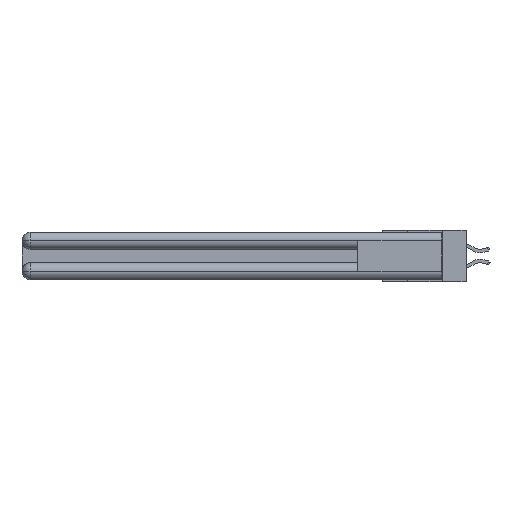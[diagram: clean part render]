
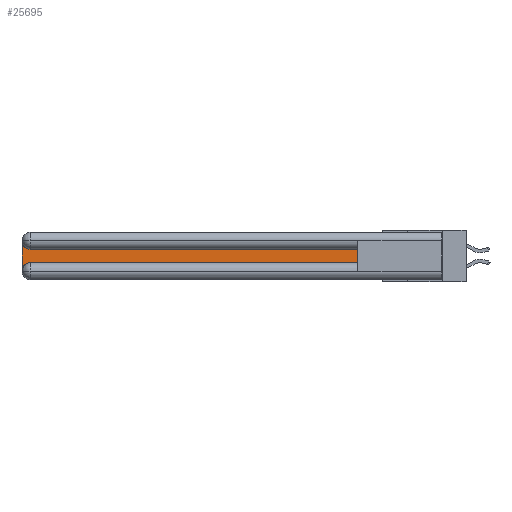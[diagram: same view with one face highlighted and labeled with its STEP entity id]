
A CAD part, left-side view. The second image highlights one B-rep face of the part: STEP entity #25695.
In plain terms, the highlighted planar face has unit normal (-1, 0, 0).
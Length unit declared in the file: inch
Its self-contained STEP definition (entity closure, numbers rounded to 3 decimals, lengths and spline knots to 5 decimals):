
#111 = CARTESIAN_POINT ( 'NONE',  ( 0.075, 3., -0.2175 ) ) ;
#376 = DIRECTION ( 'NONE',  ( 0., 0., 1. ) ) ;
#621 = VECTOR ( 'NONE', #14221, 39.37008 ) ;
#894 = AXIS2_PLACEMENT_3D ( 'NONE', #28781, #8873, #22263 ) ;
#1653 = FACE_OUTER_BOUND ( 'NONE', #17598, .T. ) ;
#1661 = EDGE_CURVE ( 'NONE', #13249, #2112, #15682, .T. ) ;
#2112 = VERTEX_POINT ( 'NONE', #19671 ) ;
#2468 = AXIS2_PLACEMENT_3D ( 'NONE', #24629, #17144, #28606 ) ;
#3279 = DIRECTION ( 'NONE',  ( 0., -1., 0. ) ) ;
#4142 = CARTESIAN_POINT ( 'NONE',  ( 0.075, 2.94, -0.2175 ) ) ;
#4277 = AXIS2_PLACEMENT_3D ( 'NONE', #4438, #6696, #20101 ) ;
#4438 = CARTESIAN_POINT ( 'NONE',  ( 0.075, 2.94, -0.0625 ) ) ;
#5125 = CARTESIAN_POINT ( 'NONE',  ( 0.075, 0.6, -0.2175 ) ) ;
#6696 = DIRECTION ( 'NONE',  ( 1., 0., 0. ) ) ;
#7281 = EDGE_CURVE ( 'NONE', #18790, #28845, #20680, .T. ) ;
#7372 = VECTOR ( 'NONE', #376, 39.37008 ) ;
#7714 = VECTOR ( 'NONE', #3279, 39.37008 ) ;
#8873 = DIRECTION ( 'NONE',  ( 1., 0., 0. ) ) ;
#8903 = PLANE ( 'NONE',  #2468 ) ;
#8917 = VERTEX_POINT ( 'NONE', #28849 ) ;
#10928 = CARTESIAN_POINT ( 'NONE',  ( 0.075, 0.6, -0.2175 ) ) ;
#13249 = VERTEX_POINT ( 'NONE', #27719 ) ;
#13561 = LINE ( 'NONE', #20644, #621 ) ;
#13674 = ORIENTED_EDGE ( 'NONE', *, *, #7281, .T. ) ;
#14221 = DIRECTION ( 'NONE',  ( 0., 1., 0. ) ) ;
#14407 = ORIENTED_EDGE ( 'NONE', *, *, #1661, .T. ) ;
#15682 = LINE ( 'NONE', #111, #23396 ) ;
#16060 = EDGE_CURVE ( 'NONE', #28845, #24339, #18942, .T. ) ;
#17144 = DIRECTION ( 'NONE',  ( 1., 0., 0. ) ) ;
#17317 = ORIENTED_EDGE ( 'NONE', *, *, #20246, .T. ) ;
#17598 = EDGE_LOOP ( 'NONE', ( #25024, #19269, #14407, #17317, #13674, #21738 ) ) ;
#17863 = EDGE_CURVE ( 'NONE', #24339, #8917, #13561, .T. ) ;
#18416 = DIRECTION ( 'NONE',  ( 0., 0., -1. ) ) ;
#18790 = VERTEX_POINT ( 'NONE', #4142 ) ;
#18942 = LINE ( 'NONE', #5125, #7372 ) ;
#19269 = ORIENTED_EDGE ( 'NONE', *, *, #24199, .T. ) ;
#19671 = CARTESIAN_POINT ( 'NONE',  ( 0.075, 3., -0.2775 ) ) ;
#20101 = DIRECTION ( 'NONE',  ( 0., 0., -1. ) ) ;
#20246 = EDGE_CURVE ( 'NONE', #2112, #18790, #23669, .T. ) ;
#20644 = CARTESIAN_POINT ( 'NONE',  ( 0.075, 0.6, -0.1225 ) ) ;
#20680 = LINE ( 'NONE', #27616, #7714 ) ;
#21738 = ORIENTED_EDGE ( 'NONE', *, *, #16060, .T. ) ;
#22263 = DIRECTION ( 'NONE',  ( 0., 0., -1. ) ) ;
#22774 = CIRCLE ( 'NONE', #4277, 0.06 ) ;
#23396 = VECTOR ( 'NONE', #18416, 39.37008 ) ;
#23669 = CIRCLE ( 'NONE', #894, 0.06 ) ;
#24199 = EDGE_CURVE ( 'NONE', #8917, #13249, #22774, .T. ) ;
#24339 = VERTEX_POINT ( 'NONE', #27330 ) ;
#24629 = CARTESIAN_POINT ( 'NONE',  ( 0.075, 3., -0.1225 ) ) ;
#25024 = ORIENTED_EDGE ( 'NONE', *, *, #17863, .T. ) ;
#25695 = ADVANCED_FACE ( 'NONE', ( #1653 ), #8903, .F. ) ;
#27330 = CARTESIAN_POINT ( 'NONE',  ( 0.075, 0.6, -0.1225 ) ) ;
#27616 = CARTESIAN_POINT ( 'NONE',  ( 0.075, 0.6, -0.2175 ) ) ;
#27719 = CARTESIAN_POINT ( 'NONE',  ( 0.075, 3., -0.0625 ) ) ;
#28606 = DIRECTION ( 'NONE',  ( 0., 0., -1. ) ) ;
#28781 = CARTESIAN_POINT ( 'NONE',  ( 0.075, 2.94, -0.2775 ) ) ;
#28845 = VERTEX_POINT ( 'NONE', #10928 ) ;
#28849 = CARTESIAN_POINT ( 'NONE',  ( 0.075, 2.94, -0.1225 ) ) ;
